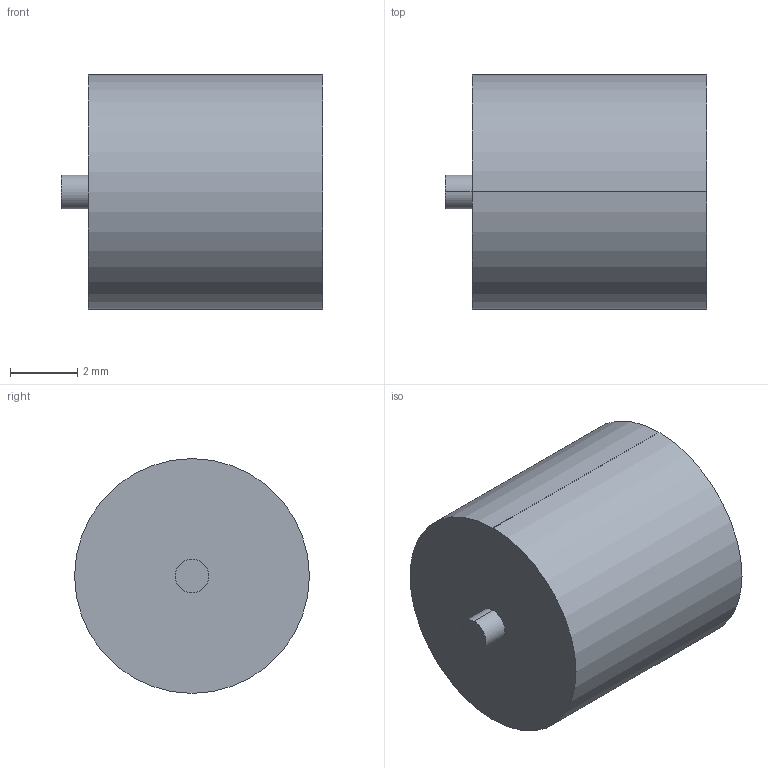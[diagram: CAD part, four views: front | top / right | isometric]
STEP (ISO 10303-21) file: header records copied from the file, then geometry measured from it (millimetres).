
FILE_DESCRIPTION (( 'STEP AP214' ), '1' );
FILE_NAME ('7466103.STEP', '2023-05-13T06:28:45', ( '' ), ( '' ), 'SwSTEP 2.0', 'SolidWorks 2022', '' );
FILE_SCHEMA (( 'AUTOMOTIVE_DESIGN' ));
Length unit declared in the file: millimetre
Products named in the file (1): 7466103
Bounding box: 7.8 x 7 x 7 mm (x, y, z)
Surface area: 268 mm2 (no closed solid volume)
Topology: 0 solids, 1 shells, 18 faces, 65 edges, 37 vertices
Faces by surface type: cone 6, cylinder 5, plane 5, bspline 2
Entity records: 2775 total; most frequent: CARTESIAN_POINT 2345, ORIENTED_EDGE 91, DIRECTION 71, EDGE_CURVE 49, AXIS2_PLACEMENT_3D 30, VERTEX_POINT 29, EDGE_LOOP 22, B_SPLINE_CURVE_WITH_KNOTS 20
